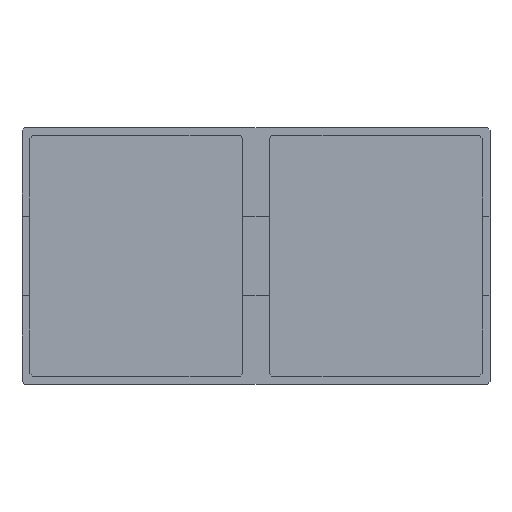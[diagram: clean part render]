
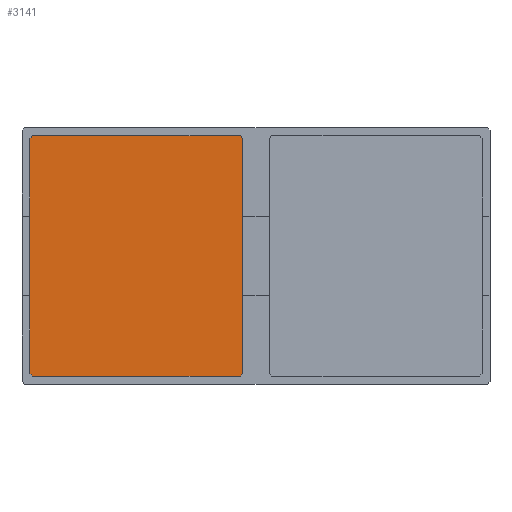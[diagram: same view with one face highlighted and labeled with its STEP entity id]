
A CAD part, top view. The second image highlights one B-rep face of the part: STEP entity #3141.
In plain terms, the highlighted planar face has unit normal (0, 0, 1).
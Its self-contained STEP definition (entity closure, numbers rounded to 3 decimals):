
#623 = PLANE('',#624);
#624 = AXIS2_PLACEMENT_3D('',#625,#626,#627);
#625 = CARTESIAN_POINT('',(-2.5,-24.25,0.));
#626 = DIRECTION('',(1.,0.,0.));
#627 = DIRECTION('',(0.,0.,1.));
#651 = PLANE('',#652);
#652 = AXIS2_PLACEMENT_3D('',#653,#654,#655);
#653 = CARTESIAN_POINT('',(-2.75,-22.5,20.1));
#654 = DIRECTION('',(-0.707,0.707,0.));
#655 = DIRECTION('',(-0.,-0.,1.));
#679 = PLANE('',#680);
#680 = AXIS2_PLACEMENT_3D('',#681,#682,#683);
#681 = CARTESIAN_POINT('',(-42.75,-22.75,1.));
#682 = DIRECTION('',(0.,1.,0.));
#683 = DIRECTION('',(0.,0.,1.));
#706 = PLANE('',#707);
#707 = AXIS2_PLACEMENT_3D('',#708,#709,#710);
#708 = CARTESIAN_POINT('',(-42.5,-22.5,1.));
#709 = DIRECTION('',(-0.707,-0.707,0.));
#710 = DIRECTION('',(-0.,-0.,-1.));
#734 = PLANE('',#735);
#735 = AXIS2_PLACEMENT_3D('',#736,#737,#738);
#736 = CARTESIAN_POINT('',(-42.75,-22.75,1.));
#737 = DIRECTION('',(1.,0.,0.));
#738 = DIRECTION('',(0.,0.,1.));
#1195 = PLANE('',#1196);
#1196 = AXIS2_PLACEMENT_3D('',#1197,#1198,#1199);
#1197 = CARTESIAN_POINT('',(-42.5,22.5,1.));
#1198 = DIRECTION('',(0.707,-0.707,0.));
#1199 = DIRECTION('',(0.,0.,1.));
#1223 = PLANE('',#1224);
#1224 = AXIS2_PLACEMENT_3D('',#1225,#1226,#1227);
#1225 = CARTESIAN_POINT('',(-42.75,22.75,1.));
#1226 = DIRECTION('',(0.,1.,0.));
#1227 = DIRECTION('',(0.,0.,1.));
#1250 = PLANE('',#1251);
#1251 = AXIS2_PLACEMENT_3D('',#1252,#1253,#1254);
#1252 = CARTESIAN_POINT('',(-2.75,22.5,20.1));
#1253 = DIRECTION('',(0.707,0.707,0.));
#1254 = DIRECTION('',(-0.,-0.,1.));
#1638 = VERTEX_POINT('',#1639);
#1639 = CARTESIAN_POINT('',(-42.75,-22.25,1.));
#1660 = EDGE_CURVE('',#1638,#1661,#1663,.T.);
#1661 = VERTEX_POINT('',#1662);
#1662 = CARTESIAN_POINT('',(-42.75,22.25,1.));
#1663 = SURFACE_CURVE('',#1664,(#1668,#1675),.PCURVE_S1.);
#1664 = LINE('',#1665,#1666);
#1665 = CARTESIAN_POINT('',(-42.75,-22.75,1.));
#1666 = VECTOR('',#1667,1.);
#1667 = DIRECTION('',(0.,1.,0.));
#1668 = PCURVE('',#734,#1669);
#1669 = DEFINITIONAL_REPRESENTATION('',(#1670),#1674);
#1670 = LINE('',#1671,#1672);
#1671 = CARTESIAN_POINT('',(0.,0.));
#1672 = VECTOR('',#1673,1.);
#1673 = DIRECTION('',(0.,-1.));
#1674 = ( GEOMETRIC_REPRESENTATION_CONTEXT(2) 
PARAMETRIC_REPRESENTATION_CONTEXT() REPRESENTATION_CONTEXT('2D SPACE',''
  ) );
#1675 = PCURVE('',#1676,#1681);
#1676 = PLANE('',#1677);
#1677 = AXIS2_PLACEMENT_3D('',#1678,#1679,#1680);
#1678 = CARTESIAN_POINT('',(-42.75,-22.75,1.));
#1679 = DIRECTION('',(0.,0.,1.));
#1680 = DIRECTION('',(1.,0.,0.));
#1681 = DEFINITIONAL_REPRESENTATION('',(#1682),#1686);
#1682 = LINE('',#1683,#1684);
#1683 = CARTESIAN_POINT('',(0.,0.));
#1684 = VECTOR('',#1685,1.);
#1685 = DIRECTION('',(0.,1.));
#1686 = ( GEOMETRIC_REPRESENTATION_CONTEXT(2) 
PARAMETRIC_REPRESENTATION_CONTEXT() REPRESENTATION_CONTEXT('2D SPACE',''
  ) );
#1722 = EDGE_CURVE('',#1638,#1723,#1725,.T.);
#1723 = VERTEX_POINT('',#1724);
#1724 = CARTESIAN_POINT('',(-42.25,-22.75,1.));
#1725 = SURFACE_CURVE('',#1726,(#1730,#1737),.PCURVE_S1.);
#1726 = LINE('',#1727,#1728);
#1727 = CARTESIAN_POINT('',(-42.5,-22.5,1.));
#1728 = VECTOR('',#1729,1.);
#1729 = DIRECTION('',(0.707,-0.707,0.));
#1730 = PCURVE('',#706,#1731);
#1731 = DEFINITIONAL_REPRESENTATION('',(#1732),#1736);
#1732 = LINE('',#1733,#1734);
#1733 = CARTESIAN_POINT('',(-0.,0.));
#1734 = VECTOR('',#1735,1.);
#1735 = DIRECTION('',(-0.,1.));
#1736 = ( GEOMETRIC_REPRESENTATION_CONTEXT(2) 
PARAMETRIC_REPRESENTATION_CONTEXT() REPRESENTATION_CONTEXT('2D SPACE',''
  ) );
#1737 = PCURVE('',#1676,#1738);
#1738 = DEFINITIONAL_REPRESENTATION('',(#1739),#1743);
#1739 = LINE('',#1740,#1741);
#1740 = CARTESIAN_POINT('',(0.25,0.25));
#1741 = VECTOR('',#1742,1.);
#1742 = DIRECTION('',(0.707,-0.707));
#1743 = ( GEOMETRIC_REPRESENTATION_CONTEXT(2) 
PARAMETRIC_REPRESENTATION_CONTEXT() REPRESENTATION_CONTEXT('2D SPACE',''
  ) );
#1773 = VERTEX_POINT('',#1774);
#1774 = CARTESIAN_POINT('',(-3.,-22.75,1.));
#1795 = EDGE_CURVE('',#1723,#1773,#1796,.T.);
#1796 = SURFACE_CURVE('',#1797,(#1801,#1808),.PCURVE_S1.);
#1797 = LINE('',#1798,#1799);
#1798 = CARTESIAN_POINT('',(-42.75,-22.75,1.));
#1799 = VECTOR('',#1800,1.);
#1800 = DIRECTION('',(1.,0.,0.));
#1801 = PCURVE('',#679,#1802);
#1802 = DEFINITIONAL_REPRESENTATION('',(#1803),#1807);
#1803 = LINE('',#1804,#1805);
#1804 = CARTESIAN_POINT('',(0.,0.));
#1805 = VECTOR('',#1806,1.);
#1806 = DIRECTION('',(0.,1.));
#1807 = ( GEOMETRIC_REPRESENTATION_CONTEXT(2) 
PARAMETRIC_REPRESENTATION_CONTEXT() REPRESENTATION_CONTEXT('2D SPACE',''
  ) );
#1808 = PCURVE('',#1676,#1809);
#1809 = DEFINITIONAL_REPRESENTATION('',(#1810),#1814);
#1810 = LINE('',#1811,#1812);
#1811 = CARTESIAN_POINT('',(0.,0.));
#1812 = VECTOR('',#1813,1.);
#1813 = DIRECTION('',(1.,0.));
#1814 = ( GEOMETRIC_REPRESENTATION_CONTEXT(2) 
PARAMETRIC_REPRESENTATION_CONTEXT() REPRESENTATION_CONTEXT('2D SPACE',''
  ) );
#1822 = EDGE_CURVE('',#1773,#1823,#1825,.T.);
#1823 = VERTEX_POINT('',#1824);
#1824 = CARTESIAN_POINT('',(-2.5,-22.25,1.));
#1825 = SURFACE_CURVE('',#1826,(#1830,#1837),.PCURVE_S1.);
#1826 = LINE('',#1827,#1828);
#1827 = CARTESIAN_POINT('',(-12.813,-32.563,1.));
#1828 = VECTOR('',#1829,1.);
#1829 = DIRECTION('',(0.707,0.707,-0.));
#1830 = PCURVE('',#651,#1831);
#1831 = DEFINITIONAL_REPRESENTATION('',(#1832),#1836);
#1832 = LINE('',#1833,#1834);
#1833 = CARTESIAN_POINT('',(-19.1,-14.231));
#1834 = VECTOR('',#1835,1.);
#1835 = DIRECTION('',(-0.,1.));
#1836 = ( GEOMETRIC_REPRESENTATION_CONTEXT(2) 
PARAMETRIC_REPRESENTATION_CONTEXT() REPRESENTATION_CONTEXT('2D SPACE',''
  ) );
#1837 = PCURVE('',#1676,#1838);
#1838 = DEFINITIONAL_REPRESENTATION('',(#1839),#1843);
#1839 = LINE('',#1840,#1841);
#1840 = CARTESIAN_POINT('',(29.938,-9.813));
#1841 = VECTOR('',#1842,1.);
#1842 = DIRECTION('',(0.707,0.707));
#1843 = ( GEOMETRIC_REPRESENTATION_CONTEXT(2) 
PARAMETRIC_REPRESENTATION_CONTEXT() REPRESENTATION_CONTEXT('2D SPACE',''
  ) );
#1871 = EDGE_CURVE('',#1823,#1872,#1874,.T.);
#1872 = VERTEX_POINT('',#1873);
#1873 = CARTESIAN_POINT('',(-2.5,22.25,1.));
#1874 = SURFACE_CURVE('',#1875,(#1879,#1885),.PCURVE_S1.);
#1875 = LINE('',#1876,#1877);
#1876 = CARTESIAN_POINT('',(-2.5,-23.5,1.));
#1877 = VECTOR('',#1878,1.);
#1878 = DIRECTION('',(0.,1.,0.));
#1879 = PCURVE('',#623,#1880);
#1880 = DEFINITIONAL_REPRESENTATION('',(#1881),#1884);
#1881 = B_SPLINE_CURVE_WITH_KNOTS('',1,(#1882,#1883),.UNSPECIFIED.,.F.,
  .F.,(2,2),(0.75,46.25),.PIECEWISE_BEZIER_KNOTS.);
#1882 = CARTESIAN_POINT('',(1.,-1.5));
#1883 = CARTESIAN_POINT('',(1.,-47.));
#1884 = ( GEOMETRIC_REPRESENTATION_CONTEXT(2) 
PARAMETRIC_REPRESENTATION_CONTEXT() REPRESENTATION_CONTEXT('2D SPACE',''
  ) );
#1885 = PCURVE('',#1676,#1886);
#1886 = DEFINITIONAL_REPRESENTATION('',(#1887),#1890);
#1887 = B_SPLINE_CURVE_WITH_KNOTS('',1,(#1888,#1889),.UNSPECIFIED.,.F.,
  .F.,(2,2),(0.75,46.25),.PIECEWISE_BEZIER_KNOTS.);
#1888 = CARTESIAN_POINT('',(40.25,0.));
#1889 = CARTESIAN_POINT('',(40.25,45.5));
#1890 = ( GEOMETRIC_REPRESENTATION_CONTEXT(2) 
PARAMETRIC_REPRESENTATION_CONTEXT() REPRESENTATION_CONTEXT('2D SPACE',''
  ) );
#3022 = VERTEX_POINT('',#3023);
#3023 = CARTESIAN_POINT('',(-3.,22.75,1.));
#3044 = EDGE_CURVE('',#3022,#1872,#3045,.T.);
#3045 = SURFACE_CURVE('',#3046,(#3050,#3057),.PCURVE_S1.);
#3046 = LINE('',#3047,#3048);
#3047 = CARTESIAN_POINT('',(-1.438,21.188,1.));
#3048 = VECTOR('',#3049,1.);
#3049 = DIRECTION('',(0.707,-0.707,-0.));
#3050 = PCURVE('',#1250,#3051);
#3051 = DEFINITIONAL_REPRESENTATION('',(#3052),#3056);
#3052 = LINE('',#3053,#3054);
#3053 = CARTESIAN_POINT('',(-19.1,1.856));
#3054 = VECTOR('',#3055,1.);
#3055 = DIRECTION('',(-0.,1.));
#3056 = ( GEOMETRIC_REPRESENTATION_CONTEXT(2) 
PARAMETRIC_REPRESENTATION_CONTEXT() REPRESENTATION_CONTEXT('2D SPACE',''
  ) );
#3057 = PCURVE('',#1676,#3058);
#3058 = DEFINITIONAL_REPRESENTATION('',(#3059),#3063);
#3059 = LINE('',#3060,#3061);
#3060 = CARTESIAN_POINT('',(41.313,43.938));
#3061 = VECTOR('',#3062,1.);
#3062 = DIRECTION('',(0.707,-0.707));
#3063 = ( GEOMETRIC_REPRESENTATION_CONTEXT(2) 
PARAMETRIC_REPRESENTATION_CONTEXT() REPRESENTATION_CONTEXT('2D SPACE',''
  ) );
#3071 = EDGE_CURVE('',#3072,#3022,#3074,.T.);
#3072 = VERTEX_POINT('',#3073);
#3073 = CARTESIAN_POINT('',(-42.25,22.75,1.));
#3074 = SURFACE_CURVE('',#3075,(#3079,#3086),.PCURVE_S1.);
#3075 = LINE('',#3076,#3077);
#3076 = CARTESIAN_POINT('',(-42.75,22.75,1.));
#3077 = VECTOR('',#3078,1.);
#3078 = DIRECTION('',(1.,0.,0.));
#3079 = PCURVE('',#1223,#3080);
#3080 = DEFINITIONAL_REPRESENTATION('',(#3081),#3085);
#3081 = LINE('',#3082,#3083);
#3082 = CARTESIAN_POINT('',(0.,0.));
#3083 = VECTOR('',#3084,1.);
#3084 = DIRECTION('',(0.,1.));
#3085 = ( GEOMETRIC_REPRESENTATION_CONTEXT(2) 
PARAMETRIC_REPRESENTATION_CONTEXT() REPRESENTATION_CONTEXT('2D SPACE',''
  ) );
#3086 = PCURVE('',#1676,#3087);
#3087 = DEFINITIONAL_REPRESENTATION('',(#3088),#3092);
#3088 = LINE('',#3089,#3090);
#3089 = CARTESIAN_POINT('',(0.,45.5));
#3090 = VECTOR('',#3091,1.);
#3091 = DIRECTION('',(1.,0.));
#3092 = ( GEOMETRIC_REPRESENTATION_CONTEXT(2) 
PARAMETRIC_REPRESENTATION_CONTEXT() REPRESENTATION_CONTEXT('2D SPACE',''
  ) );
#3118 = EDGE_CURVE('',#3072,#1661,#3119,.T.);
#3119 = SURFACE_CURVE('',#3120,(#3124,#3131),.PCURVE_S1.);
#3120 = LINE('',#3121,#3122);
#3121 = CARTESIAN_POINT('',(-53.875,11.125,1.));
#3122 = VECTOR('',#3123,1.);
#3123 = DIRECTION('',(-0.707,-0.707,0.));
#3124 = PCURVE('',#1195,#3125);
#3125 = DEFINITIONAL_REPRESENTATION('',(#3126),#3130);
#3126 = LINE('',#3127,#3128);
#3127 = CARTESIAN_POINT('',(0.,16.087));
#3128 = VECTOR('',#3129,1.);
#3129 = DIRECTION('',(0.,1.));
#3130 = ( GEOMETRIC_REPRESENTATION_CONTEXT(2) 
PARAMETRIC_REPRESENTATION_CONTEXT() REPRESENTATION_CONTEXT('2D SPACE',''
  ) );
#3131 = PCURVE('',#1676,#3132);
#3132 = DEFINITIONAL_REPRESENTATION('',(#3133),#3137);
#3133 = LINE('',#3134,#3135);
#3134 = CARTESIAN_POINT('',(-11.125,33.875));
#3135 = VECTOR('',#3136,1.);
#3136 = DIRECTION('',(-0.707,-0.707));
#3137 = ( GEOMETRIC_REPRESENTATION_CONTEXT(2) 
PARAMETRIC_REPRESENTATION_CONTEXT() REPRESENTATION_CONTEXT('2D SPACE',''
  ) );
#3141 = ADVANCED_FACE('',(#3142),#1676,.T.);
#3142 = FACE_BOUND('',#3143,.T.);
#3143 = EDGE_LOOP('',(#3144,#3145,#3146,#3147,#3148,#3149,#3150,#3151));
#3144 = ORIENTED_EDGE('',*,*,#3071,.F.);
#3145 = ORIENTED_EDGE('',*,*,#3118,.T.);
#3146 = ORIENTED_EDGE('',*,*,#1660,.F.);
#3147 = ORIENTED_EDGE('',*,*,#1722,.T.);
#3148 = ORIENTED_EDGE('',*,*,#1795,.T.);
#3149 = ORIENTED_EDGE('',*,*,#1822,.T.);
#3150 = ORIENTED_EDGE('',*,*,#1871,.T.);
#3151 = ORIENTED_EDGE('',*,*,#3044,.F.);
